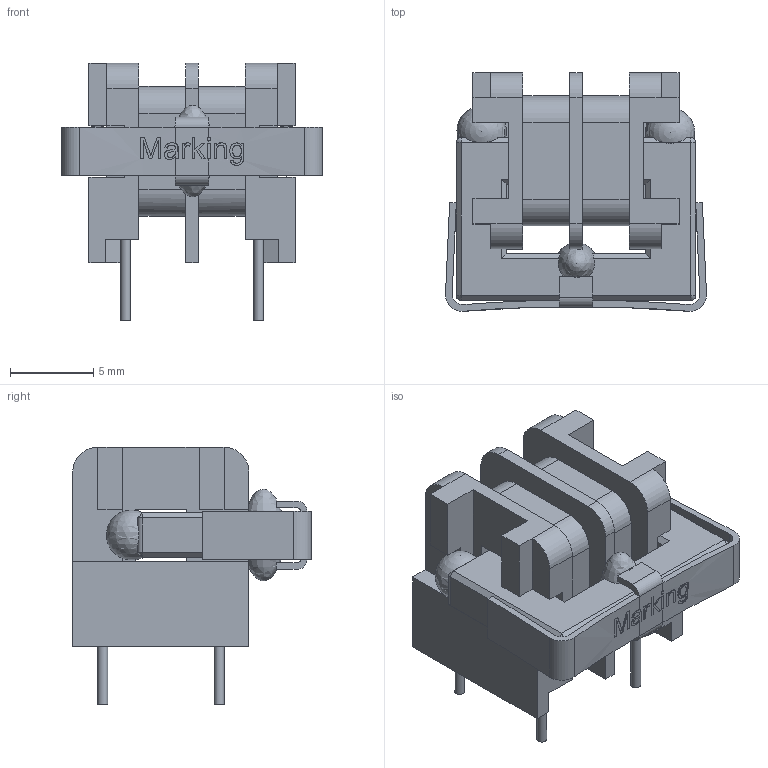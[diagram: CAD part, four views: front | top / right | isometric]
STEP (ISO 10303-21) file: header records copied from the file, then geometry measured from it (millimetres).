
FILE_DESCRIPTION(/* description */ ('Unknown'),/* implementation_level */ '2;1');
FILE_NAME(/* name */ 'L_Wurth_WE-TFC-UU9.8H',/* time_stamp */ '2025-06-05T13:39:33+08:00',/* author */ ('Unknown'),/* organization */ ('Unknown'),/* preprocessor_version */ 'ST-DEVELOPER v19.4',/* originating_system */ 'Solid Edge',/* authorisation */ 'Unknown');
FILE_SCHEMA (('AUTOMOTIVE_DESIGN {1 0 10303 214 3 1 1}'));
Length unit declared in the file: millimetre
Products named in the file (2): L_Wurth_WE-TFC-UU9.8H
Assembly tree (1 placements, depth 2):
  L_Wurth_WE-TFC-UU9.8H
    L_Wurth_WE-TFC-UU9.8H
Bounding box: 15.7 x 14.35 x 15.5 mm (x, y, z)
Volume: 1179.9 mm3; surface area: 1867.2 mm2
Topology: 7 solids, 7 shells, 301 faces, 771 edges, 488 vertices
Faces by surface type: plane 224, cylinder 53, bspline 14, cone 8, sphere 2
Full cylindrical faces by diameter (mm): 0.6 x4
Entity records: 11098 total; most frequent: CARTESIAN_POINT 2329, ORIENTED_EDGE 1488, DIRECTION 1346, EDGE_CURVE 744, LINE 506, VECTOR 506, VERTEX_POINT 480, AXIS2_PLACEMENT_3D 420
